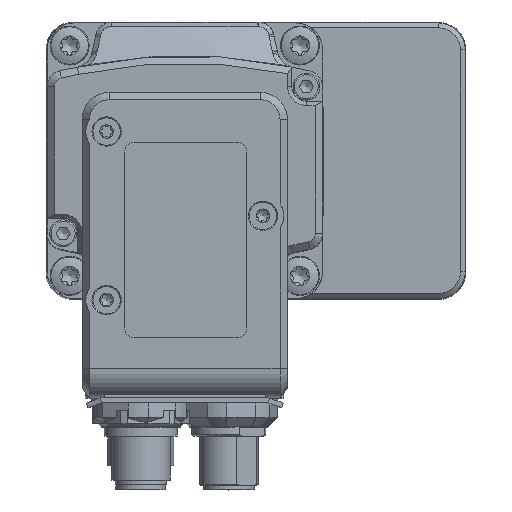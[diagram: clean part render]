
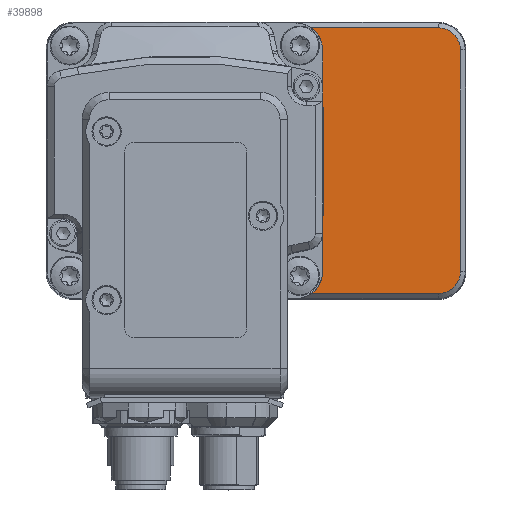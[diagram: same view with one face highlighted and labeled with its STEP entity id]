
A CAD part, top view. The second image highlights one B-rep face of the part: STEP entity #39898.
In plain terms, the highlighted planar face has unit normal (0, 0, 1).
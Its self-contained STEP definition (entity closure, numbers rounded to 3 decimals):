
#537=ELLIPSE('',#42539,5.5,5.5);
#538=ELLIPSE('',#42540,5.5,5.5);
#2557=PLANE('',#42538);
#4280=FACE_OUTER_BOUND('',#6474,.T.);
#6474=EDGE_LOOP('',(#27843,#27844,#27845,#27846,#27847,#27848,#27849,#27850));
#8845=LINE('',#59899,#11758);
#8848=LINE('',#59908,#11761);
#8850=LINE('',#59915,#11763);
#8851=LINE('',#59919,#11764);
#11758=VECTOR('',#47066,10.);
#11761=VECTOR('',#47077,10.);
#11763=VECTOR('',#47085,10.);
#11764=VECTOR('',#47088,10.);
#14561=CIRCLE('',#42534,4.5);
#14562=CIRCLE('',#42537,4.5);
#16370=VERTEX_POINT('',#59896);
#16371=VERTEX_POINT('',#59898);
#16372=VERTEX_POINT('',#59902);
#16373=VERTEX_POINT('',#59906);
#16374=VERTEX_POINT('',#59910);
#16375=VERTEX_POINT('',#59914);
#16376=VERTEX_POINT('',#59916);
#16377=VERTEX_POINT('',#59918);
#20713=EDGE_CURVE('',#16370,#16371,#8845,.T.);
#20716=EDGE_CURVE('',#16372,#16370,#14561,.T.);
#20718=EDGE_CURVE('',#16373,#16372,#8848,.T.);
#20720=EDGE_CURVE('',#16374,#16373,#14562,.T.);
#20721=EDGE_CURVE('',#16375,#16374,#8850,.T.);
#20722=EDGE_CURVE('',#16375,#16376,#537,.T.);
#20723=EDGE_CURVE('',#16377,#16376,#8851,.T.);
#20724=EDGE_CURVE('',#16371,#16377,#538,.F.);
#27843=ORIENTED_EDGE('',*,*,#20713,.F.);
#27844=ORIENTED_EDGE('',*,*,#20716,.F.);
#27845=ORIENTED_EDGE('',*,*,#20718,.F.);
#27846=ORIENTED_EDGE('',*,*,#20720,.F.);
#27847=ORIENTED_EDGE('',*,*,#20721,.F.);
#27848=ORIENTED_EDGE('',*,*,#20722,.T.);
#27849=ORIENTED_EDGE('',*,*,#20723,.F.);
#27850=ORIENTED_EDGE('',*,*,#20724,.F.);
#39898=ADVANCED_FACE('',(#4280),#2557,.F.);
#42534=AXIS2_PLACEMENT_3D('',#59904,#47072,#47073);
#42537=AXIS2_PLACEMENT_3D('',#59912,#47081,#47082);
#42538=AXIS2_PLACEMENT_3D('',#59913,#47083,#47084);
#42539=AXIS2_PLACEMENT_3D('',#59917,#47086,#47087);
#42540=AXIS2_PLACEMENT_3D('',#59920,#47089,#47090);
#47066=DIRECTION('',(-1.,0.,0.));
#47072=DIRECTION('center_axis',(0.,0.,
-1.));
#47073=DIRECTION('ref_axis',(0.707,-0.707,0.));
#47077=DIRECTION('',(0.,-1.,0.));
#47081=DIRECTION('center_axis',(0.,0.,
-1.));
#47082=DIRECTION('ref_axis',(0.707,0.707,0.));
#47083=DIRECTION('center_axis',(0.,0.,
-1.));
#47084=DIRECTION('ref_axis',(0.,1.,0.));
#47085=DIRECTION('',(1.,0.,0.));
#47086=DIRECTION('center_axis',(0.,0.,
-1.));
#47087=DIRECTION('ref_axis',(0.,1.,0.));
#47088=DIRECTION('',(0.,1.,0.));
#47089=DIRECTION('center_axis',(0.,0.,
-1.));
#47090=DIRECTION('ref_axis',(0.,-1.,0.));
#59896=CARTESIAN_POINT('',(51.9,-27.2,-1.));
#59898=CARTESIAN_POINT('',(25.85,-27.2,-1.));
#59899=CARTESIAN_POINT('',(28.7,-27.2,-1.));
#59902=CARTESIAN_POINT('',(56.4,-22.7,-1.));
#59904=CARTESIAN_POINT('Origin',(51.9,-22.7,-1.));
#59906=CARTESIAN_POINT('',(56.4,22.7,-1.));
#59908=CARTESIAN_POINT('',(56.4,14.1,-1.));
#59910=CARTESIAN_POINT('',(51.9,27.2,-1.));
#59912=CARTESIAN_POINT('Origin',(51.9,22.7,-1.));
#59913=CARTESIAN_POINT('Origin',(42.8,0.,
-1.));
#59914=CARTESIAN_POINT('',(25.85,27.2,-1.));
#59915=CARTESIAN_POINT('',(28.7,27.2,-1.));
#59916=CARTESIAN_POINT('',(28.2,22.691,-1.));
#59917=CARTESIAN_POINT('Origin',(22.7,22.691,-1.));
#59918=CARTESIAN_POINT('',(28.2,-22.691,-1.));
#59919=CARTESIAN_POINT('',(28.2,28.2,-1.));
#59920=CARTESIAN_POINT('Origin',(22.7,-22.691,-1.));
